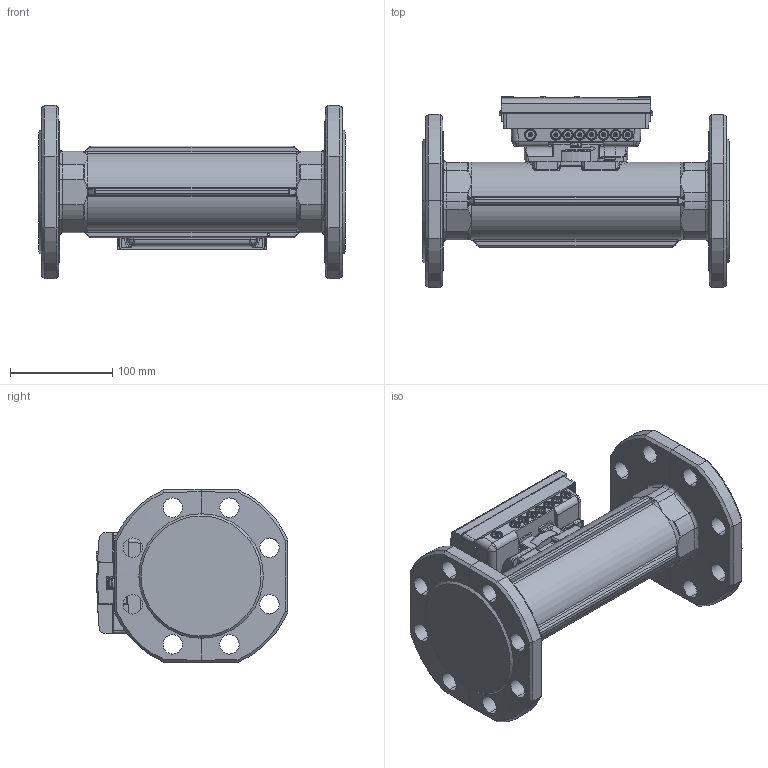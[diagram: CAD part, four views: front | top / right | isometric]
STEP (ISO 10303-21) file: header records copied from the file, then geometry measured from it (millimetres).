
FILE_DESCRIPTION (( 'STEP AP203' ), '1' );
FILE_NAME ('SHARKY775_DN65_300_FL_iron.step', '2016-07-24T13:59:08', ( 'Anwender' ), ( 'HYDROMETER GmbH' ), 'SwSTEP 2.0', 'SolidWorks 2014', '' );
FILE_SCHEMA (( 'CONFIG_CONTROL_DESIGN' ));
Products named in the file (1): SHARKY775_DN65_300_FL_iron
Bounding box: 300 x 187.8 x 170 mm (x, y, z)
Volume: 2733181.5 mm3; surface area: 263238.6 mm2
Topology: 2 solids, 4 shells, 3214 faces, 8632 edges, 5626 vertices
Faces by surface type: plane 1884, cylinder 668, bspline 442, cone 149, torus 66, sphere 5
Entity records: 128039 total; most frequent: CARTESIAN_POINT 51390, ORIENTED_EDGE 17252, DIRECTION 13788, EDGE_CURVE 8626, VERTEX_POINT 5626, VECTOR 5614, LINE 5614, AXIS2_PLACEMENT_3D 4087
